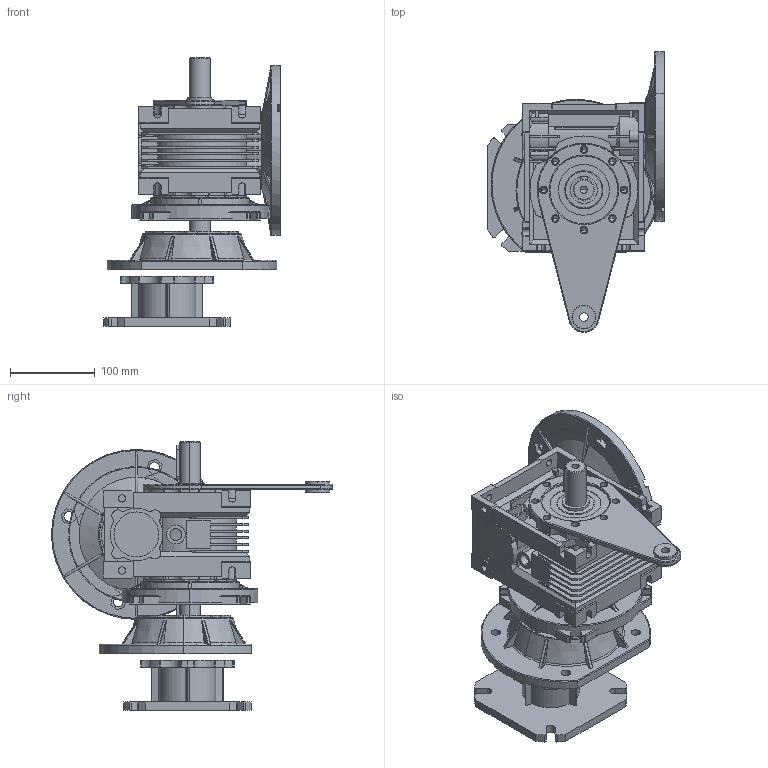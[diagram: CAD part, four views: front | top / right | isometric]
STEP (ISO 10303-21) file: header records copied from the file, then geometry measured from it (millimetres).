
FILE_DESCRIPTION (( 'STEP AP203' ), '1' );
FILE_NAME ('mk-63_n.step', '2018-11-07T08:52:20', ( '' ), ( '' ), 'SwSTEP 2.0', 'SolidWorks 2015', '' );
FILE_SCHEMA (( 'CONFIG_CONTROL_DESIGN' ));
Length unit declared in the file: millimetre
Products named in the file (31): Brida motor 90-B14 (MK-63); Brazo de reaccion MK-63; Eje simple MK-63; Eje doble MK-63; mk-63_n; Campana MK-63BC; Brida motor 90-B5 R (MK-63); Pieza3; Brida motor 80-B14 (MK-63); Brida motor 90-B5 (MK-63); Brida motor 71-B14 (MK-63); Brida motor 71-B5 (MK-63); Cuerpo MK-63_Predeterminado_Como mecanizada_; Brida motor 80-B5 (MK-63); Campana MK-63BE; Campana MK-63B (STANDARD)
Assembly tree (15 placements, depth 2):
  Eje simple MK-63
  mk-63_n
    Brida motor 90-B14 (MK-63)
    Campana MK-63BC
    Brazo de reaccion MK-63
    Brida motor 80-B5 (MK-63)
    Campana MK-63B (STANDARD)
    Brida motor 71-B5 (MK-63)
    Eje doble MK-63
    Campana MK-63BE
    Brida motor 90-B5 R (MK-63)
    Cuerpo MK-63_Predeterminado_Como mecanizada_
    Brida motor 90-B5 (MK-63)
    Brida motor 80-B14 (MK-63)
    Brida motor 71-B14 (MK-63)
    Eje simple MK-63
    Pieza3
  Brida motor 90-B5 R (MK-63)
  Pieza3
  Brida motor 90-B5 (MK-63)
Bounding box: 208.56 x 331 x 316.92 mm (x, y, z)
Volume: 3718944.3 mm3; surface area: 1015075.7 mm2
Topology: 20 solids, 24 shells, 2460 faces, 6729 edges, 4359 vertices
Faces by surface type: cylinder 1215, plane 991, bspline 136, cone 118
Entity records: 89499 total; most frequent: CARTESIAN_POINT 23849, ORIENTED_EDGE 13338, DIRECTION 13194, EDGE_CURVE 6669, AXIS2_PLACEMENT_3D 4844, VERTEX_POINT 4359, LINE 3506, VECTOR 3506
